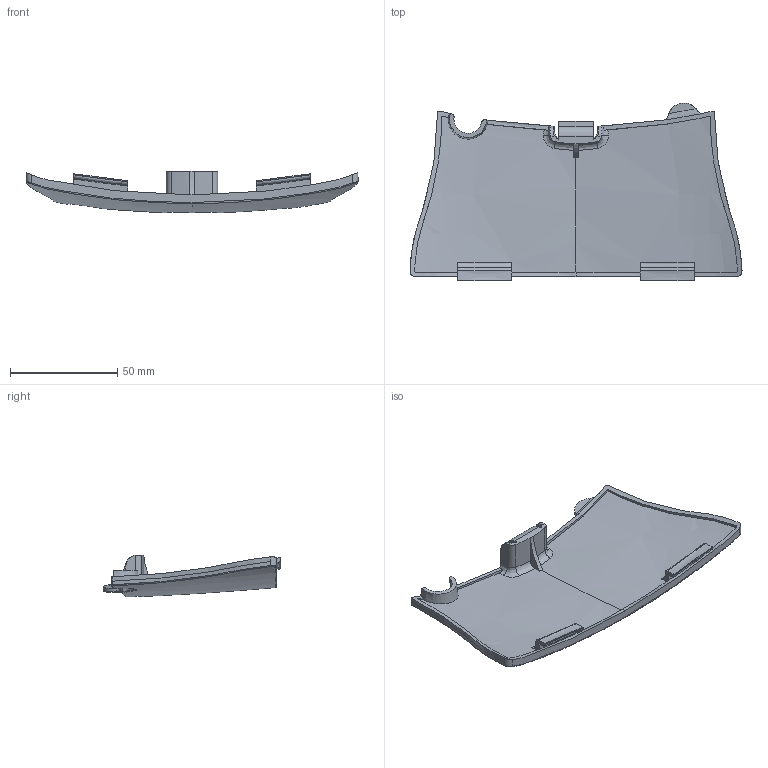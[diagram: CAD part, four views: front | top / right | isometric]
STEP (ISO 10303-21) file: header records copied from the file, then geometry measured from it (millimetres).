
FILE_DESCRIPTION(/* description */ (''),/* implementation_level */ '2;1');
FILE_NAME(/* name */ 'Body Back Bottom Cover Plate Original.step',/* time_stamp */ '2017-06-24T11:25:18+10:00',/* author */ (''),/* organization */ (''),/* preprocessor_version */ 'ST-DEVELOPER v16.13',/* originating_system */ 'Autodesk Translation Framework v6.1.1.50',/* authorisation */ '');
FILE_SCHEMA (('AUTOMOTIVE_DESIGN { 1 0 10303 214 3 1 1 }'));
Length unit declared in the file: millimetre
Products named in the file (1): Body Back Bottom Cover Plate v1
Bounding box: 154.45 x 82.77 x 19.41 mm (x, y, z)
Volume: 34575.8 mm3; surface area: 25567.2 mm2
Topology: 1 solids, 1 shells, 143 faces, 384 edges, 243 vertices
Faces by surface type: bspline 81, plane 32, cylinder 26, sphere 2, torus 2
Entity records: 12637 total; most frequent: CARTESIAN_POINT 9508, ORIENTED_EDGE 768, DIRECTION 502, EDGE_CURVE 384, VERTEX_POINT 243, AXIS2_PLACEMENT_3D 200, B_SPLINE_CURVE_WITH_KNOTS 143, FACE_OUTER_BOUND 143
